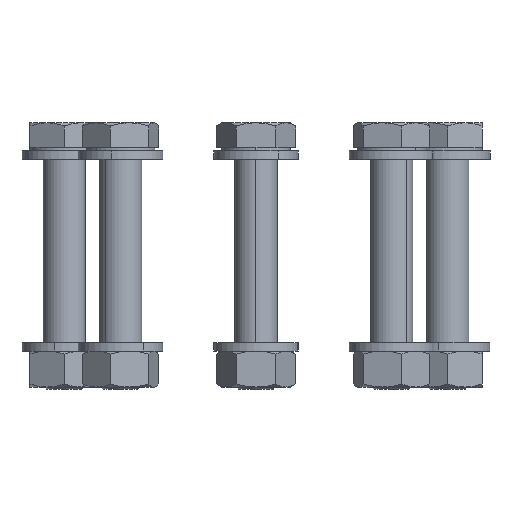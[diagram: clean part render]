
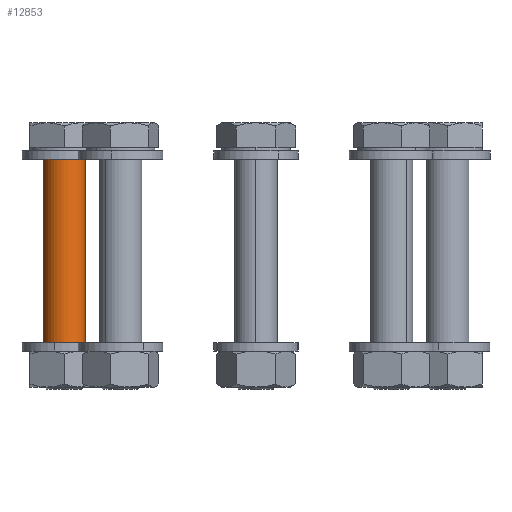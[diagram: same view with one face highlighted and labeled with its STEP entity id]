
A CAD part, front view. The second image highlights one B-rep face of the part: STEP entity #12853.
In plain terms, the highlighted cylindrical face has radius 4 mm (diameter 8 mm), a partial arc.
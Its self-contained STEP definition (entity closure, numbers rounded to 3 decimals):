
#25 = CARTESIAN_POINT ( 'NONE',  ( -40.2, 0., 24.2 ) ) ;
#510 = AXIS2_PLACEMENT_3D ( 'NONE', #7638, #3862, #18952 ) ;
#1110 = CARTESIAN_POINT ( 'NONE',  ( -36.2, 0., 18.5 ) ) ;
#1384 = VERTEX_POINT ( 'NONE', #7059 ) ;
#1592 = ORIENTED_EDGE ( 'NONE', *, *, #22003, .F. ) ;
#1801 = VERTEX_POINT ( 'NONE', #23459 ) ;
#2037 = DIRECTION ( 'NONE',  ( 0., 0., 1. ) ) ;
#2410 = EDGE_CURVE ( 'NONE', #1801, #19444, #2977, .T. ) ;
#2977 = CIRCLE ( 'NONE', #21309, 4. ) ;
#3008 = DIRECTION ( 'NONE',  ( -1., 0., 0. ) ) ;
#3862 = DIRECTION ( 'NONE',  ( 0., 0., 1. ) ) ;
#4740 = VECTOR ( 'NONE', #11660, 1000. ) ;
#4790 = EDGE_CURVE ( 'NONE', #22397, #1384, #23414, .T. ) ;
#7059 = CARTESIAN_POINT ( 'NONE',  ( -32.2, 0., -25.409 ) ) ;
#7638 = CARTESIAN_POINT ( 'NONE',  ( -36.2, 0., 24.2 ) ) ;
#8815 = FACE_OUTER_BOUND ( 'NONE', #15895, .T. ) ;
#11161 = LINE ( 'NONE', #25, #21167 ) ;
#11660 = DIRECTION ( 'NONE',  ( 0., 0., 1. ) ) ;
#11890 = EDGE_CURVE ( 'NONE', #1384, #1801, #19715, .T. ) ;
#11997 = ORIENTED_EDGE ( 'NONE', *, *, #11890, .T. ) ;
#12024 = ORIENTED_EDGE ( 'NONE', *, *, #2410, .T. ) ;
#12853 = ADVANCED_FACE ( 'NONE', ( #8815 ), #16206, .T. ) ;
#13121 = DIRECTION ( 'NONE',  ( 0., 0., 1. ) ) ;
#13277 = CARTESIAN_POINT ( 'NONE',  ( -36.2, 0., -25.409 ) ) ;
#14241 = DIRECTION ( 'NONE',  ( 0., 0., -1. ) ) ;
#15154 = DIRECTION ( 'NONE',  ( 1., 0., 0. ) ) ;
#15895 = EDGE_LOOP ( 'NONE', ( #1592, #20243, #11997, #12024 ) ) ;
#16206 = CYLINDRICAL_SURFACE ( 'NONE', #510, 4. ) ;
#18952 = DIRECTION ( 'NONE',  ( 1., 0., 0. ) ) ;
#19444 = VERTEX_POINT ( 'NONE', #22910 ) ;
#19715 = LINE ( 'NONE', #22908, #4740 ) ;
#20243 = ORIENTED_EDGE ( 'NONE', *, *, #4790, .T. ) ;
#21167 = VECTOR ( 'NONE', #13121, 1000. ) ;
#21309 = AXIS2_PLACEMENT_3D ( 'NONE', #1110, #14241, #3008 ) ;
#21823 = CARTESIAN_POINT ( 'NONE',  ( -40.2, 0., -25.409 ) ) ;
#22003 = EDGE_CURVE ( 'NONE', #22397, #19444, #11161, .T. ) ;
#22397 = VERTEX_POINT ( 'NONE', #21823 ) ;
#22908 = CARTESIAN_POINT ( 'NONE',  ( -32.2, 0., 24.2 ) ) ;
#22910 = CARTESIAN_POINT ( 'NONE',  ( -40.2, 0., 18.5 ) ) ;
#23376 = AXIS2_PLACEMENT_3D ( 'NONE', #13277, #2037, #15154 ) ;
#23414 = CIRCLE ( 'NONE', #23376, 4. ) ;
#23459 = CARTESIAN_POINT ( 'NONE',  ( -32.2, 0., 18.5 ) ) ;
